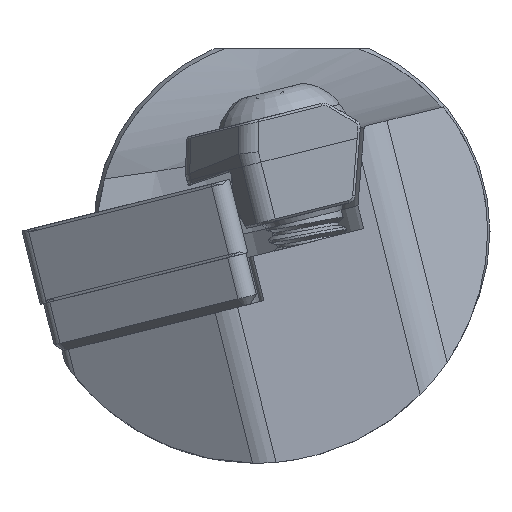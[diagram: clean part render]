
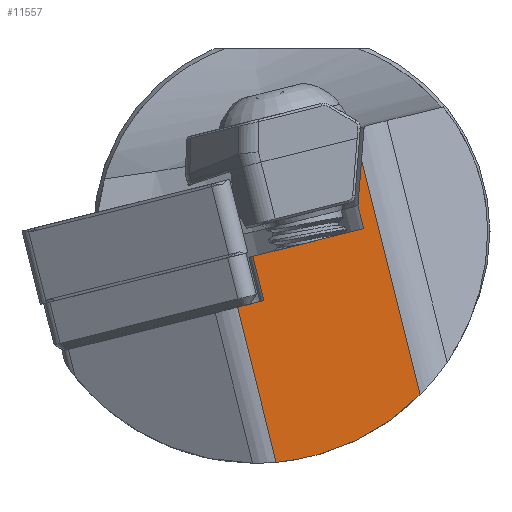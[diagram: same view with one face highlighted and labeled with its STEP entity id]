
A CAD part, left-side view. The second image highlights one B-rep face of the part: STEP entity #11557.
In plain terms, the highlighted planar face has unit normal (-1, 0.012, -0.003).
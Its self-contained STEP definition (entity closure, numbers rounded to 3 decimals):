
#51 = AXIS2_PLACEMENT_3D ( 'NONE', #11766, #2464, #5528 ) ;
#391 = ORIENTED_EDGE ( 'NONE', *, *, #8650, .T. ) ;
#806 = CARTESIAN_POINT ( 'NONE',  ( -190.23, -18.077, -5.885 ) ) ;
#1164 = PLANE ( 'NONE',  #51 ) ;
#1371 = EDGE_CURVE ( 'NONE', #8476, #6924, #11082, .T. ) ;
#1449 = CARTESIAN_POINT ( 'NONE',  ( -190.241, -18.217, -2.882 ) ) ;
#1468 = CARTESIAN_POINT ( 'NONE',  ( -189.069, -0.374, -310.585 ) ) ;
#1737 = CARTESIAN_POINT ( 'NONE',  ( -190.345, -26.787, -3.713 ) ) ;
#1822 = LINE ( 'NONE', #1468, #10519 ) ;
#1883 = CARTESIAN_POINT ( 'NONE',  ( -190.345, -28.757, -11.617 ) ) ;
#1915 = VECTOR ( 'NONE', #2911, 1000. ) ;
#2084 = EDGE_CURVE ( 'NONE', #12442, #5332, #9279, .T. ) ;
#2406 = DIRECTION ( 'NONE',  ( 0., 0.242, 0.97 ) ) ;
#2464 = DIRECTION ( 'NONE',  ( 1., -0.012, 0.003 ) ) ;
#2661 = ORIENTED_EDGE ( 'NONE', *, *, #12612, .F. ) ;
#2801 = CARTESIAN_POINT ( 'NONE',  ( -190.345, -25.068, 3.18 ) ) ;
#2911 = DIRECTION ( 'NONE',  ( 0.013, 0.97, -0.242 ) ) ;
#3033 = CARTESIAN_POINT ( 'NONE',  ( -190.219, -17.253, -6.09 ) ) ;
#3106 = CARTESIAN_POINT ( 'NONE',  ( -190.241, -18.914, -5.676 ) ) ;
#3358 = CARTESIAN_POINT ( 'NONE',  ( -190.306, -26.304, -14.082 ) ) ;
#3609 = EDGE_CURVE ( 'NONE', #7814, #12187, #12178, .T. ) ;
#3645 = EDGE_CURVE ( 'NONE', #8476, #11732, #1822, .T. ) ;
#3708 = VECTOR ( 'NONE', #10050, 1000. ) ;
#3767 = VERTEX_POINT ( 'NONE', #806 ) ;
#3838 = VECTOR ( 'NONE', #2406, 1000. ) ;
#3998 = CARTESIAN_POINT ( 'NONE',  ( -190.333, -24.842, 0.31 ) ) ;
#4629 = CARTESIAN_POINT ( 'NONE',  ( -190.333, -104.474, -319.074 ) ) ;
#4767 = CARTESIAN_POINT ( 'NONE',  ( -190.219, -95.826, -321.23 ) ) ;
#4911 = LINE ( 'NONE', #1737, #1915 ) ;
#5321 = ORIENTED_EDGE ( 'NONE', *, *, #1371, .T. ) ;
#5332 = VERTEX_POINT ( 'NONE', #3033 ) ;
#5392 = FACE_OUTER_BOUND ( 'NONE', #12387, .T. ) ;
#5528 = DIRECTION ( 'NONE',  ( 0., -0.242, -0.97 ) ) ;
#6059 = ORIENTED_EDGE ( 'NONE', *, *, #13335, .F. ) ;
#6093 = ORIENTED_EDGE ( 'NONE', *, *, #3645, .F. ) ;
#6498 = CARTESIAN_POINT ( 'NONE',  ( -190.345, -28.757, -11.617 ) ) ;
#6640 = LINE ( 'NONE', #12614, #11837 ) ;
#6924 = VERTEX_POINT ( 'NONE', #9533 ) ;
#6940 = ORIENTED_EDGE ( 'NONE', *, *, #3609, .F. ) ;
#7150 = ORIENTED_EDGE ( 'NONE', *, *, #11180, .T. ) ;
#7814 = VERTEX_POINT ( 'NONE', #3106 ) ;
#8290 = LINE ( 'NONE', #8364, #8455 ) ;
#8323 = VECTOR ( 'NONE', #10926, 1000. ) ;
#8364 = CARTESIAN_POINT ( 'NONE',  ( -190.345, -26.09, -0.919 ) ) ;
#8402 = CARTESIAN_POINT ( 'NONE',  ( -190.345, -105.36, -318.853 ) ) ;
#8431 =( BOUNDED_CURVE ( )  B_SPLINE_CURVE ( 3, ( #6498, #3358, #8707, #12723 ),
 .UNSPECIFIED., .F., .T. ) 
 B_SPLINE_CURVE_WITH_KNOTS ( ( 4, 4 ),
 ( 1.028, 1.726 ),
 .UNSPECIFIED. ) 
 CURVE ( )  GEOMETRIC_REPRESENTATION_ITEM ( )  RATIONAL_B_SPLINE_CURVE ( ( 1., 0.96, 0.96, 1. ) ) 
 REPRESENTATION_ITEM ( '' )  );
#8446 = DIRECTION ( 'NONE',  ( 0., 0.242, 0.97 ) ) ;
#8455 = VECTOR ( 'NONE', #9178, 1000. ) ;
#8476 = VERTEX_POINT ( 'NONE', #3998 ) ;
#8650 = EDGE_CURVE ( 'NONE', #3767, #5332, #6640, .T. ) ;
#8707 = CARTESIAN_POINT ( 'NONE',  ( -190.263, -23.154, -15.557 ) ) ;
#9178 = DIRECTION ( 'NONE',  ( -0.013, -0.97, 0.242 ) ) ;
#9279 = LINE ( 'NONE', #4767, #3708 ) ;
#9533 = CARTESIAN_POINT ( 'NONE',  ( -190.333, -25.204, -1.14 ) ) ;
#9686 = ORIENTED_EDGE ( 'NONE', *, *, #13407, .T. ) ;
#9899 = VECTOR ( 'NONE', #8446, 1000. ) ;
#10050 = DIRECTION ( 'NONE',  ( 0., 0.242, 0.97 ) ) ;
#10306 = CARTESIAN_POINT ( 'NONE',  ( -190.219, -19.69, -15.866 ) ) ;
#10519 = VECTOR ( 'NONE', #12900, 1000. ) ;
#10925 = CARTESIAN_POINT ( 'NONE',  ( -190.241, -12.808, 18.813 ) ) ;
#10926 = DIRECTION ( 'NONE',  ( 0., -0.242, -0.97 ) ) ;
#11006 = ORIENTED_EDGE ( 'NONE', *, *, #2084, .F. ) ;
#11082 = LINE ( 'NONE', #4629, #8323 ) ;
#11180 = EDGE_CURVE ( 'NONE', #7814, #3767, #4911, .T. ) ;
#11230 = LINE ( 'NONE', #8402, #9899 ) ;
#11557 = ADVANCED_FACE ( 'NONE', ( #5392 ), #1164, .F. ) ;
#11732 = VERTEX_POINT ( 'NONE', #2801 ) ;
#11766 = CARTESIAN_POINT ( 'NONE',  ( -190.345, -105.36, -318.853 ) ) ;
#11837 = VECTOR ( 'NONE', #12656, 1000. ) ;
#12066 = VERTEX_POINT ( 'NONE', #1883 ) ;
#12178 = LINE ( 'NONE', #10925, #3838 ) ;
#12187 = VERTEX_POINT ( 'NONE', #1449 ) ;
#12387 = EDGE_LOOP ( 'NONE', ( #5321, #6059, #6940, #7150, #391, #11006, #2661, #9686, #6093 ) ) ;
#12442 = VERTEX_POINT ( 'NONE', #10306 ) ;
#12612 = EDGE_CURVE ( 'NONE', #12066, #12442, #8431, .T. ) ;
#12614 = CARTESIAN_POINT ( 'NONE',  ( -190.345, -26.787, -3.713 ) ) ;
#12656 = DIRECTION ( 'NONE',  ( 0.013, 0.97, -0.242 ) ) ;
#12723 = CARTESIAN_POINT ( 'NONE',  ( -190.219, -19.69, -15.866 ) ) ;
#12900 = DIRECTION ( 'NONE',  ( -0.004, -0.078, 0.997 ) ) ;
#13335 = EDGE_CURVE ( 'NONE', #12187, #6924, #8290, .T. ) ;
#13407 = EDGE_CURVE ( 'NONE', #12066, #11732, #11230, .T. ) ;
